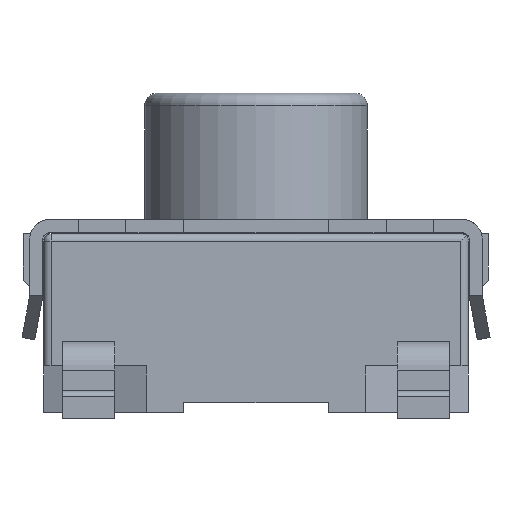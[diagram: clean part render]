
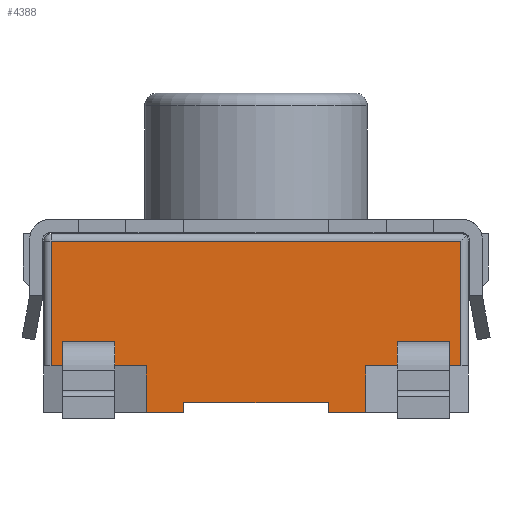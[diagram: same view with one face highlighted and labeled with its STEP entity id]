
A CAD part, left-side view. The second image highlights one B-rep face of the part: STEP entity #4388.
In plain terms, the highlighted planar face has unit normal (-1, 0, 0).
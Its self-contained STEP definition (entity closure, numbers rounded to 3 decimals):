
#977=ORIENTED_EDGE('',*,*,#1492,.F.);
#978=ORIENTED_EDGE('',*,*,#1493,.F.);
#979=ORIENTED_EDGE('',*,*,#1494,.T.);
#980=ORIENTED_EDGE('',*,*,#1495,.F.);
#981=ORIENTED_EDGE('',*,*,#1491,.T.);
#982=ORIENTED_EDGE('',*,*,#1489,.T.);
#983=ORIENTED_EDGE('',*,*,#1488,.T.);
#984=ORIENTED_EDGE('',*,*,#1486,.F.);
#985=ORIENTED_EDGE('',*,*,#1484,.T.);
#986=ORIENTED_EDGE('',*,*,#1483,.T.);
#987=ORIENTED_EDGE('',*,*,#1480,.T.);
#988=ORIENTED_EDGE('',*,*,#1478,.T.);
#989=ORIENTED_EDGE('',*,*,#1476,.T.);
#990=ORIENTED_EDGE('',*,*,#1474,.T.);
#991=ORIENTED_EDGE('',*,*,#1473,.F.);
#992=ORIENTED_EDGE('',*,*,#1469,.T.);
#993=ORIENTED_EDGE('',*,*,#1468,.F.);
#994=ORIENTED_EDGE('',*,*,#1466,.T.);
#995=ORIENTED_EDGE('',*,*,#1464,.T.);
#996=ORIENTED_EDGE('',*,*,#1462,.F.);
#1462=EDGE_CURVE('',#1795,#1796,#2165,.T.);
#1464=EDGE_CURVE('',#1797,#1796,#2167,.T.);
#1466=EDGE_CURVE('',#1798,#1797,#2169,.T.);
#1468=EDGE_CURVE('',#1798,#1795,#2171,.T.);
#1469=EDGE_CURVE('',#1799,#1800,#2172,.T.);
#1473=EDGE_CURVE('',#1799,#1801,#2175,.T.);
#1474=EDGE_CURVE('',#1802,#1801,#2176,.T.);
#1476=EDGE_CURVE('',#1803,#1802,#2178,.T.);
#1478=EDGE_CURVE('',#1804,#1803,#2180,.T.);
#1480=EDGE_CURVE('',#1805,#1804,#2182,.T.);
#1483=EDGE_CURVE('',#1806,#1805,#2185,.T.);
#1484=EDGE_CURVE('',#1807,#1806,#2186,.T.);
#1486=EDGE_CURVE('',#1807,#1808,#2188,.T.);
#1488=EDGE_CURVE('',#1788,#1808,#2189,.T.);
#1489=EDGE_CURVE('',#1809,#1788,#2190,.T.);
#1491=EDGE_CURVE('',#1800,#1809,#2191,.T.);
#1492=EDGE_CURVE('',#1810,#1811,#2192,.T.);
#1493=EDGE_CURVE('',#1812,#1810,#2193,.T.);
#1494=EDGE_CURVE('',#1812,#1813,#2194,.T.);
#1495=EDGE_CURVE('',#1811,#1813,#2195,.T.);
#1788=VERTEX_POINT('',#6302);
#1795=VERTEX_POINT('',#6324);
#1796=VERTEX_POINT('',#6326);
#1797=VERTEX_POINT('',#6330);
#1798=VERTEX_POINT('',#6334);
#1799=VERTEX_POINT('',#6340);
#1800=VERTEX_POINT('',#6341);
#1801=VERTEX_POINT('',#6346);
#1802=VERTEX_POINT('',#6350);
#1803=VERTEX_POINT('',#6354);
#1804=VERTEX_POINT('',#6358);
#1805=VERTEX_POINT('',#6362);
#1806=VERTEX_POINT('',#6366);
#1807=VERTEX_POINT('',#6370);
#1808=VERTEX_POINT('',#6374);
#1809=VERTEX_POINT('',#6380);
#1810=VERTEX_POINT('',#6386);
#1811=VERTEX_POINT('',#6387);
#1812=VERTEX_POINT('',#6389);
#1813=VERTEX_POINT('',#6391);
#2165=LINE('',#6325,#2551);
#2167=LINE('',#6329,#2553);
#2169=LINE('',#6333,#2555);
#2171=LINE('',#6337,#2557);
#2172=LINE('',#6339,#2558);
#2175=LINE('',#6347,#2561);
#2176=LINE('',#6349,#2562);
#2178=LINE('',#6353,#2564);
#2180=LINE('',#6357,#2566);
#2182=LINE('',#6361,#2568);
#2185=LINE('',#6367,#2571);
#2186=LINE('',#6369,#2572);
#2188=LINE('',#6373,#2574);
#2189=LINE('',#6377,#2575);
#2190=LINE('',#6379,#2576);
#2191=LINE('',#6383,#2577);
#2192=LINE('',#6385,#2578);
#2193=LINE('',#6388,#2579);
#2194=LINE('',#6390,#2580);
#2195=LINE('',#6392,#2581);
#2551=VECTOR('',#5388,1000.);
#2553=VECTOR('',#5392,1000.);
#2555=VECTOR('',#5396,1000.);
#2557=VECTOR('',#5400,1000.);
#2558=VECTOR('',#5403,1000.);
#2561=VECTOR('',#5410,1000.);
#2562=VECTOR('',#5413,1000.);
#2564=VECTOR('',#5417,1000.);
#2566=VECTOR('',#5421,1000.);
#2568=VECTOR('',#5425,1000.);
#2571=VECTOR('',#5430,1000.);
#2572=VECTOR('',#5433,1000.);
#2574=VECTOR('',#5437,1000.);
#2575=VECTOR('',#5442,1000.);
#2576=VECTOR('',#5445,1000.);
#2577=VECTOR('',#5450,1000.);
#2578=VECTOR('',#5453,1000.);
#2579=VECTOR('',#5454,1000.);
#2580=VECTOR('',#5455,1000.);
#2581=VECTOR('',#5456,1000.);
#2765=EDGE_LOOP('',(#977,#978,#979,#980));
#2766=EDGE_LOOP('',(#981,#982,#983,#984,#985,#986,#987,#988,#989,#990,#991,
#992));
#2767=EDGE_LOOP('',(#993,#994,#995,#996));
#2940=FACE_BOUND('',#2765,.T.);
#2941=FACE_BOUND('',#2766,.T.);
#2942=FACE_BOUND('',#2767,.T.);
#3069=PLANE('',#4629);
#4388=ADVANCED_FACE('',(#2940,#2941,#2942),#3069,.T.);
#4629=AXIS2_PLACEMENT_3D('',#6384,#5451,#5452);
#5388=DIRECTION('',(0.,0.,-1.));
#5392=DIRECTION('',(0.,1.,0.));
#5396=DIRECTION('',(0.,0.,-1.));
#5400=DIRECTION('',(0.,1.,0.));
#5403=DIRECTION('',(0.,-1.,0.));
#5410=DIRECTION('',(0.,0.,-1.));
#5413=DIRECTION('',(0.,-1.,0.));
#5417=DIRECTION('',(0.,0.,-1.));
#5421=DIRECTION('',(0.,-1.,0.));
#5425=DIRECTION('',(0.,0.,1.));
#5430=DIRECTION('',(0.,-1.,0.));
#5433=DIRECTION('',(0.,0.,-1.));
#5437=DIRECTION('',(0.,1.,0.));
#5442=DIRECTION('',(0.,0.,-1.));
#5445=DIRECTION('',(0.,1.,0.));
#5450=DIRECTION('',(0.,0.,1.));
#5451=DIRECTION('',(-1.,0.,0.));
#5452=DIRECTION('',(0.,-1.,0.));
#5453=DIRECTION('',(0.,0.,-1.));
#5454=DIRECTION('',(0.,1.,0.));
#5455=DIRECTION('',(0.,0.,-1.));
#5456=DIRECTION('',(0.,-1.,0.));
#6302=CARTESIAN_POINT('',(-2.984,2.76,-1.99));
#6324=CARTESIAN_POINT('',(-2.984,2.6,-3.347));
#6325=CARTESIAN_POINT('',(-2.984,2.6,-3.347));
#6326=CARTESIAN_POINT('',(-2.984,2.6,-3.647));
#6329=CARTESIAN_POINT('',(-2.984,1.9,-3.647));
#6330=CARTESIAN_POINT('',(-2.984,1.9,-3.647));
#6333=CARTESIAN_POINT('',(-2.984,1.9,-3.347));
#6334=CARTESIAN_POINT('',(-2.984,1.9,-3.347));
#6337=CARTESIAN_POINT('',(-2.984,1.9,-3.347));
#6339=CARTESIAN_POINT('',(-2.984,-1.477,-3.67));
#6340=CARTESIAN_POINT('',(-2.984,-1.477,-3.67));
#6341=CARTESIAN_POINT('',(-2.984,-2.76,-3.67));
#6346=CARTESIAN_POINT('',(-2.984,-1.477,-4.3));
#6347=CARTESIAN_POINT('',(-2.984,-1.477,-3.67));
#6349=CARTESIAN_POINT('',(-2.984,-0.972,-4.3));
#6350=CARTESIAN_POINT('',(-2.984,-0.972,-4.3));
#6353=CARTESIAN_POINT('',(-2.984,-0.972,-4.3));
#6354=CARTESIAN_POINT('',(-2.984,-0.972,-4.165));
#6357=CARTESIAN_POINT('',(-2.984,-0.972,-4.165));
#6358=CARTESIAN_POINT('',(-2.984,0.972,-4.165));
#6361=CARTESIAN_POINT('',(-2.984,0.972,-4.165));
#6362=CARTESIAN_POINT('',(-2.984,0.972,-4.3));
#6366=CARTESIAN_POINT('',(-2.984,1.477,-4.3));
#6367=CARTESIAN_POINT('',(-2.984,2.86,-4.3));
#6369=CARTESIAN_POINT('',(-2.984,1.477,-3.67));
#6370=CARTESIAN_POINT('',(-2.984,1.477,-3.67));
#6373=CARTESIAN_POINT('',(-2.984,1.477,-3.67));
#6374=CARTESIAN_POINT('',(-2.984,2.76,-3.67));
#6377=CARTESIAN_POINT('',(-2.984,2.76,-1.97));
#6379=CARTESIAN_POINT('',(-2.984,-2.76,-1.99));
#6380=CARTESIAN_POINT('',(-2.984,-2.76,-1.99));
#6383=CARTESIAN_POINT('',(-2.984,-2.76,-1.97));
#6384=CARTESIAN_POINT('',(-2.984,-2.76,-1.97));
#6385=CARTESIAN_POINT('',(-2.984,-1.9,-3.347));
#6386=CARTESIAN_POINT('',(-2.984,-1.9,-3.347));
#6387=CARTESIAN_POINT('',(-2.984,-1.9,-3.647));
#6388=CARTESIAN_POINT('',(-2.984,-2.76,-3.347));
#6389=CARTESIAN_POINT('',(-2.984,-2.6,-3.347));
#6390=CARTESIAN_POINT('',(-2.984,-2.6,-1.97));
#6391=CARTESIAN_POINT('',(-2.984,-2.6,-3.647));
#6392=CARTESIAN_POINT('',(-2.984,-2.76,-3.647));
